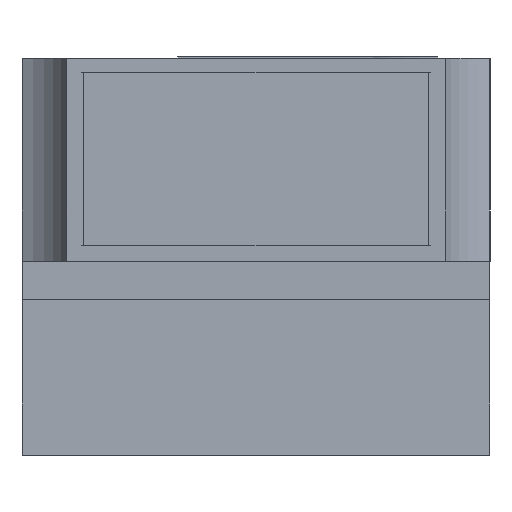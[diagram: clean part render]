
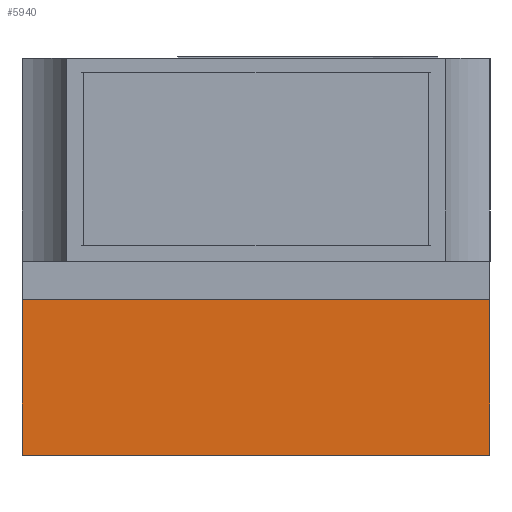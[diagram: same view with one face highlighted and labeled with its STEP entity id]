
A CAD part, left-side view. The second image highlights one B-rep face of the part: STEP entity #5940.
In plain terms, the highlighted planar face has unit normal (-1, 0, 0).
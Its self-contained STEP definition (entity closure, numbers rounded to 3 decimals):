
#2980=CARTESIAN_POINT('',(0.,0.,-0.655));
#2990=VERTEX_POINT('',#2980);
#3020=CARTESIAN_POINT('',(0.,1.35,-0.655));
#3030=DIRECTION('',(0.,-1.,0.));
#3040=VECTOR('',#3030,1.);
#3050=LINE('',#3020,#3040);
#3060=CARTESIAN_POINT('',(0.,1.35,-0.655));
#3070=VERTEX_POINT('',#3060);
#3080=EDGE_CURVE('',#3070,#2990,#3050,.T.);
#3740=CARTESIAN_POINT('',(0.,1.35,-1.105));
#3750=VERTEX_POINT('',#3740);
#3780=CARTESIAN_POINT('',(0.,1.35,-1.105));
#3790=DIRECTION('',(0.,-1.,0.));
#3800=VECTOR('',#3790,1.);
#3810=LINE('',#3780,#3800);
#3820=CARTESIAN_POINT('',(0.,0.,-1.105));
#3830=VERTEX_POINT('',#3820);
#3840=EDGE_CURVE('',#3750,#3830,#3810,.T.);
#5680=CARTESIAN_POINT('',(0.,0.,-0.5));
#5690=DIRECTION('',(0.,0.,-1.));
#5700=VECTOR('',#5690,1.);
#5710=LINE('',#5680,#5700);
#5720=EDGE_CURVE('',#2990,#3830,#5710,.T.);
#5780=CARTESIAN_POINT('',(0.,1.35,-0.5));
#5790=DIRECTION('',(-1.,0.,0.));
#5800=DIRECTION('',(0.,-1.,0.));
#5810=AXIS2_PLACEMENT_3D('',#5780,#5790,#5800);
#5820=PLANE('',#5810);
#5830=ORIENTED_EDGE('',*,*,#5720,.F.);
#5840=ORIENTED_EDGE('',*,*,#3840,.T.);
#5850=CARTESIAN_POINT('',(0.,1.35,-0.5));
#5860=DIRECTION('',(0.,0.,-1.));
#5870=VECTOR('',#5860,1.);
#5880=LINE('',#5850,#5870);
#5890=EDGE_CURVE('',#3070,#3750,#5880,.T.);
#5900=ORIENTED_EDGE('',*,*,#5890,.T.);
#5910=ORIENTED_EDGE('',*,*,#3080,.F.);
#5920=EDGE_LOOP('',(#5910,#5900,#5840,#5830));
#5930=FACE_OUTER_BOUND('',#5920,.T.);
#5940=ADVANCED_FACE('',(#5930),#5820,.T.);
